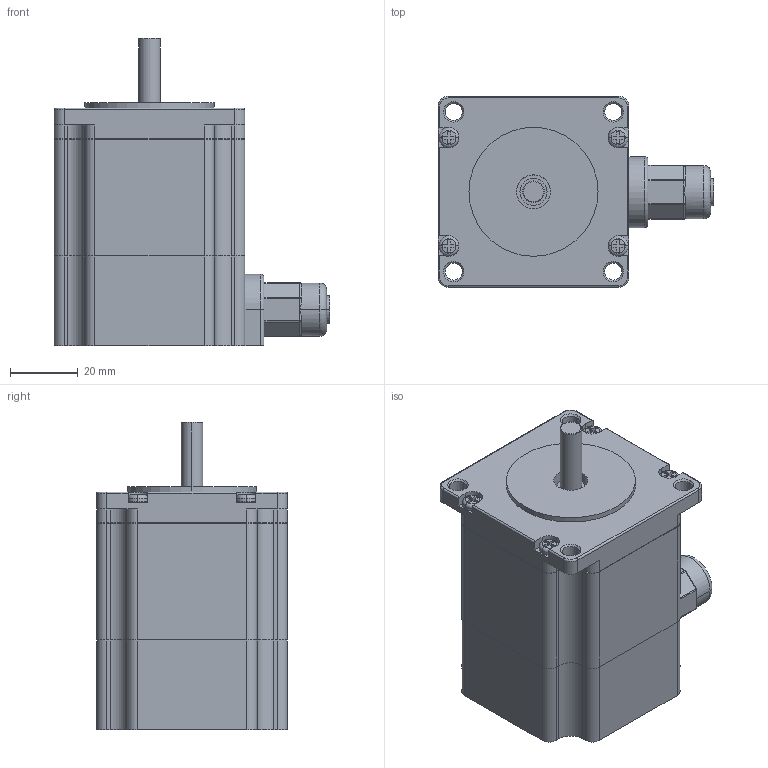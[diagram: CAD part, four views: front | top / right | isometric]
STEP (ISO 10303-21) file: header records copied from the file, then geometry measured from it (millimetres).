
FILE_DESCRIPTION((''),'2;1');
FILE_NAME('MT23HE22028M8P_ASM','2015-08-05T',('Davide Spelta'),(''),'PRO/ENGINEER BY PARAMETRIC TECHNOLOGY CORPORATION, 2006320','PRO/ENGINEER BY PARAMETRIC TECHNOLOGY CORPORATION, 2006320','');
FILE_SCHEMA(('AUTOMOTIVE_DESIGN_CC2 { 1 2 10303 214 -1 1 5 2 }'));
Length unit declared in the file: millimetre
Products named in the file (6): MT23HE_FLANGIA_FRONT_H9E2_FOR5; MT23HE22_STACK_H34E5; TCC_M3X25; MT23HE_ALBERO_ANT_NO_SPIANATO; SCATOLA_IP65; MT23HE22028M8P_ASM
Assembly tree (8 placements, depth 2):
  MT23HE22028M8P_ASM
    MT23HE_FLANGIA_FRONT_H9E2_FOR5
    MT23HE22_STACK_H34E5
    TCC_M3X25  x4
    MT23HE_ALBERO_ANT_NO_SPIANATO
    SCATOLA_IP65
Bounding box: 81.5 x 56.4 x 90.8 mm (x, y, z)
Volume: 209359.3 mm3; surface area: 37868.6 mm2
Topology: 8 solids, 8 shells, 347 faces, 867 edges, 544 vertices
Faces by surface type: plane 155, cylinder 123, cone 28, torus 25, sphere 16
Entity records: 9846 total; most frequent: DIRECTION 1504, CARTESIAN_POINT 1445, ORIENTED_EDGE 1350, EDGE_CURVE 675, AXIS2_PLACEMENT_3D 563, PRESENTATION_STYLE_ASSIGNMENT 519, STYLED_ITEM 518, CURVE_STYLE 515
